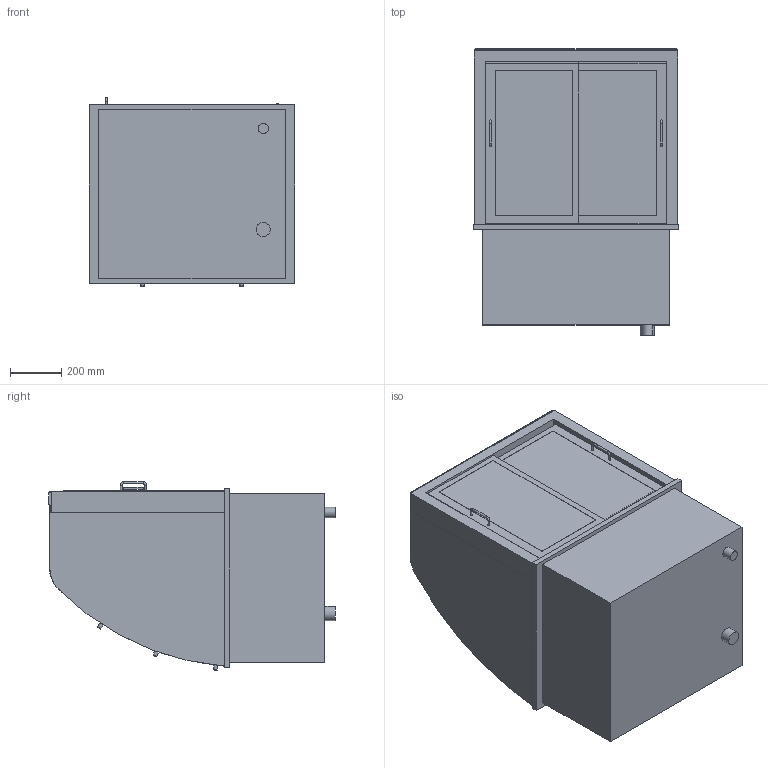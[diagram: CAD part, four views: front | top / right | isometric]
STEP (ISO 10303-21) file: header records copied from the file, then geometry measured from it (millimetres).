
FILE_DESCRIPTION(/* description */ ('Einbaukühlvitrine, Klappen: zentralgekühlt'),/* implementation_level */ '2;1');
FILE_NAME(/* name */ '3D-AKE-00007653.stp',/* time_stamp */ '2024-08-28T11:24:35+02:00',/* author */ ('marina.schachner'),/* organization */ (''),/* preprocessor_version */ 'ST-DEVELOPER v18',/* originating_system */ 'Autodesk Inventor 2020',/* authorisation */ '');
FILE_SCHEMA (('AUTOMOTIVE_DESIGN { 1 0 10303 214 3 1 1 }'));
Length unit declared in the file: millimetre
Products named in the file (1): 3D-AKE-00007653
Bounding box: 800 x 1114 x 733.15 mm (x, y, z)
Volume: 93227200.6 mm3; surface area: 11868241 mm2
Topology: 51 solids, 51 shells, 429 faces, 994 edges, 670 vertices
Faces by surface type: plane 331, cylinder 88, cone 6, torus 4
Full cylindrical faces by diameter (mm): 8 x6, 15 x6, 40 x1, 55 x1
Entity records: 12174 total; most frequent: CARTESIAN_POINT 2094, DIRECTION 2076, ORIENTED_EDGE 1988, EDGE_CURVE 994, LINE 772, VECTOR 772, VERTEX_POINT 670, AXIS2_PLACEMENT_3D 652
